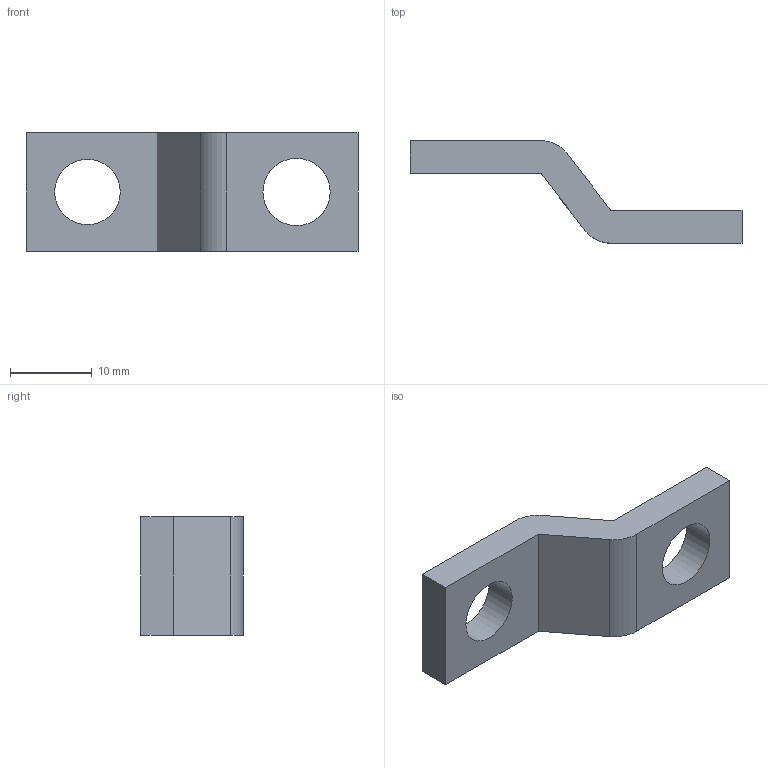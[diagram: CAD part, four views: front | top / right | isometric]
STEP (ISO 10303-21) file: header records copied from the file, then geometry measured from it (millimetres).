
FILE_DESCRIPTION((''),'2;1');
FILE_NAME('8-585-288','2021-09-06T17:23:38',('zhxmin'),(''),'CREO PARAMETRIC BY PTC INC, 2018020','CREO PARAMETRIC BY PTC INC, 2018020','');
FILE_SCHEMA(('CONFIG_CONTROL_DESIGN','SHAPE_APPEARANCE_LAYERS_GROUPS'));
Length unit declared in the file: millimetre
Products named in the file (1): 8-585-288
Bounding box: 40.5 x 12.5 x 14.5 mm (x, y, z)
Volume: 2163.5 mm3; surface area: 1857.1 mm2
Topology: 1 solids, 2 shells, 18 faces, 48 edges, 32 vertices
Faces by surface type: plane 10, cylinder 8
Entity records: 802 total; most frequent: COLOUR_RGB 176, DIRECTION 102, CARTESIAN_POINT 99, ORIENTED_EDGE 92, EDGE_CURVE 48, AXIS2_PLACEMENT_3D 35, VECTOR 32, LINE 32
